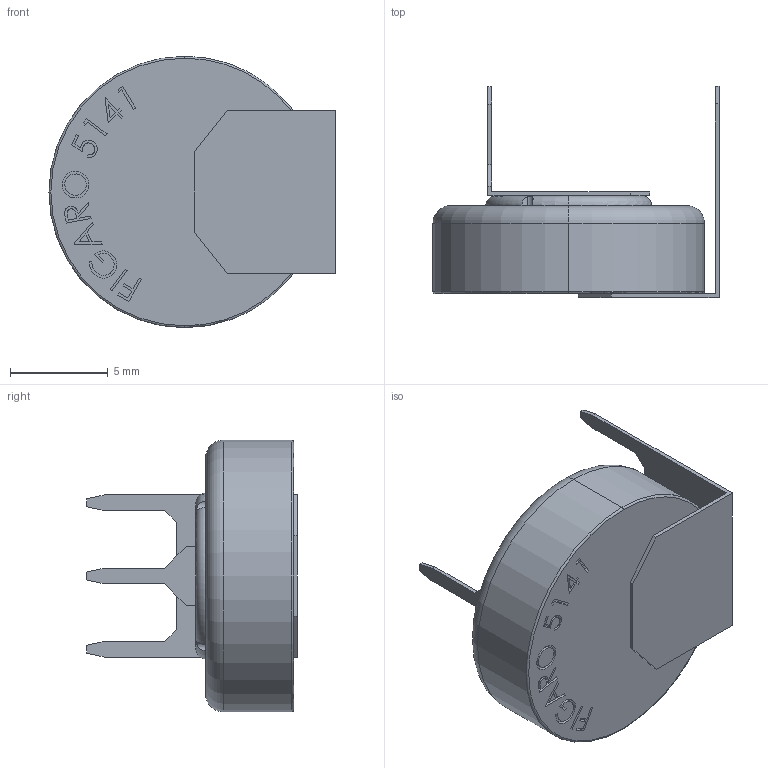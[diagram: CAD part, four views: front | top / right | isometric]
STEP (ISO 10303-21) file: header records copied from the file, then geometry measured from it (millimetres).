
FILE_DESCRIPTION (( 'STEP AP214' ), '1' );
FILE_NAME ('TGS5141.STEP', '2017-12-01T12:26:37', ( '' ), ( '' ), 'SwSTEP 2.0', 'SolidWorks 2015', '' );
FILE_SCHEMA (( 'AUTOMOTIVE_DESIGN' ));
Length unit declared in the file: millimetre
Products named in the file (1): TGS5141
Bounding box: 14.65 x 10.8 x 13.9 mm (x, y, z)
Volume: 701.4 mm3; surface area: 705.3 mm2
Topology: 1 solids, 1 shells, 180 faces, 475 edges, 313 vertices
Faces by surface type: plane 130, bspline 30, cylinder 14, torus 6
Entity records: 7580 total; most frequent: CARTESIAN_POINT 3256, ORIENTED_EDGE 950, DIRECTION 760, EDGE_CURVE 475, VECTOR 362, LINE 362, VERTEX_POINT 313, AXIS2_PLACEMENT_3D 199
